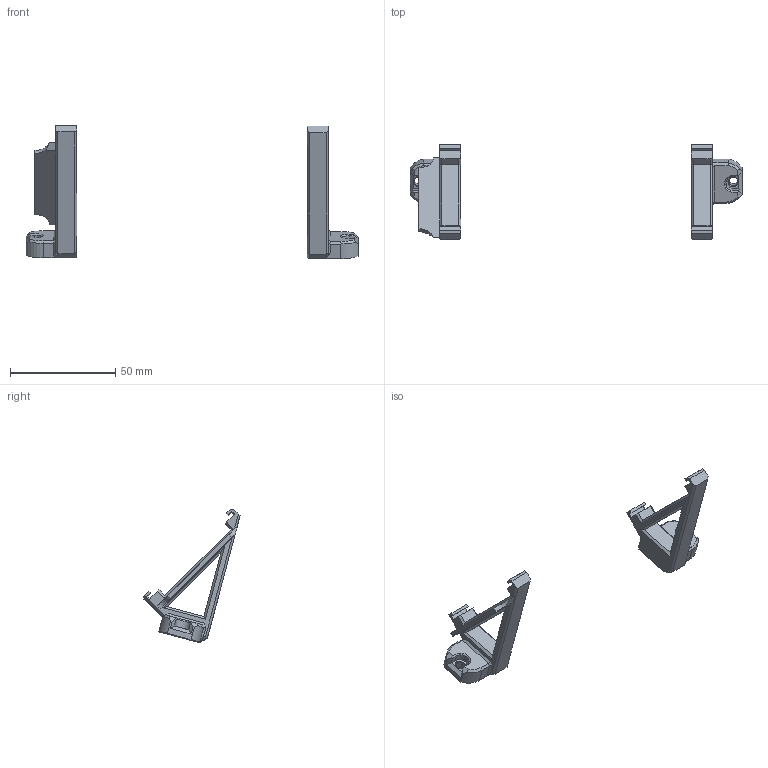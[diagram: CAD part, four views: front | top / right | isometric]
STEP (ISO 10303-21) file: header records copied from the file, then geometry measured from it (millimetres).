
FILE_DESCRIPTION(/* description */ (''),/* implementation_level */ '2;1');
FILE_NAME(/* name */ 'LCD_Supports.step',/* time_stamp */ '2021-09-09T22:44:10+02:00',/* author */ (''),/* organization */ (''),/* preprocessor_version */ 'ST-DEVELOPER v18.1',/* originating_system */ 'Autodesk Translation Framework v10.10.0.1391',/* authorisation */ '');
FILE_SCHEMA (('AUTOMOTIVE_DESIGN { 1 0 10303 214 3 1 1 }'));
Length unit declared in the file: millimetre
Products named in the file (1): LCD_Supports
Bounding box: 157.8 x 45.64 x 63.36 mm (x, y, z)
Volume: 19091.1 mm3; surface area: 10419.1 mm2
Topology: 2 solids, 2 shells, 164 faces, 423 edges, 263 vertices
Faces by surface type: plane 146, cylinder 10, cone 8
Full cylindrical faces by diameter (mm): 4.2 x2
Entity records: 4905 total; most frequent: CARTESIAN_POINT 851, ORIENTED_EDGE 846, DIRECTION 792, EDGE_CURVE 423, LINE 384, VECTOR 384, VERTEX_POINT 263, AXIS2_PLACEMENT_3D 204
